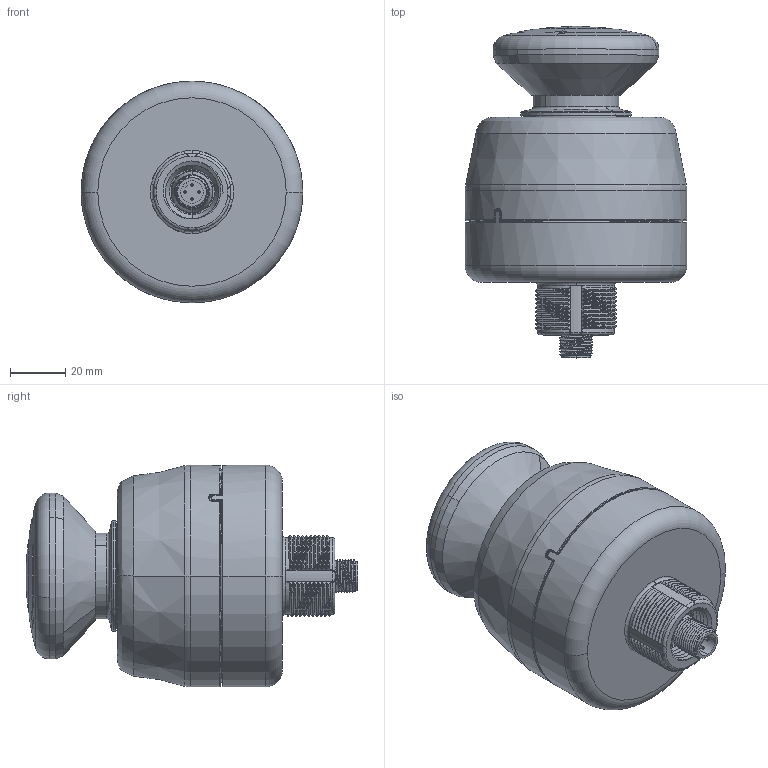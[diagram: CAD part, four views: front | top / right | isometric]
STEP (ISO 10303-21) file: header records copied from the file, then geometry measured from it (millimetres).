
FILE_DESCRIPTION((''),'2;1');
FILE_NAME('179549_ASM','2014-03-18T',('pdmadmin'),(''),'PRO/ENGINEER BY PARAMETRIC TECHNOLOGY CORPORATION, 2013230','PRO/ENGINEER BY PARAMETRIC TECHNOLOGY CORPORATION, 2013230','');
FILE_SCHEMA(('CONFIG_CONTROL_DESIGN'));
Products named in the file (12): 159982; 160390; 159984; 167090-XN-BODY; 167090-XW-HANDLE_V5; 167090-XN-LOCK; 167090-XW9Z-VL2M; 167090-C_M; 167090_ASM; 141960; 08427_NO_ORING; 179549_ASM
Assembly tree (11 placements, depth 3):
  179549_ASM
    159982
    160390
    159984
    167090_ASM
      167090-XN-BODY
      167090-XW-HANDLE_V5
      167090-XN-LOCK
      167090-XW9Z-VL2M
      167090-C_M
    141960
    08427_NO_ORING
Bounding box: 80 x 119.8 x 80 mm (x, y, z)
Volume: 118671.5 mm3; surface area: 83189.3 mm2
Topology: 7 solids, 10 shells, 2233 faces, 5938 edges, 3597 vertices
Faces by surface type: cylinder 768, plane 726, torus 272, bspline 255, sphere 110, cone 71, extrusion 25, revolution 6
Entity records: 123625 total; most frequent: CARTESIAN_POINT 70567, ORIENTED_EDGE 11500, DIRECTION 10393, EDGE_CURVE 5840, AXIS2_PLACEMENT_3D 3757, VERTEX_POINT 3591, VECTOR 2873, LINE 2848
